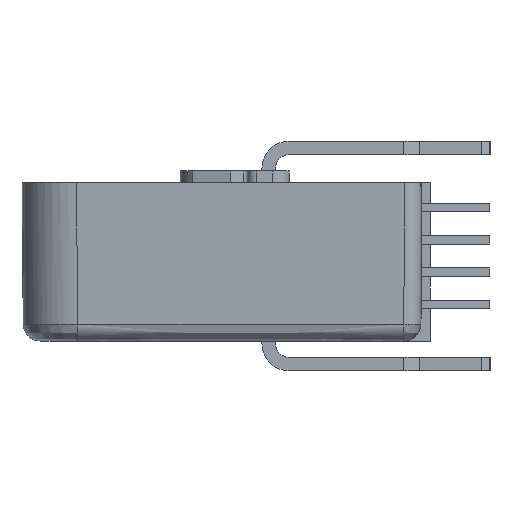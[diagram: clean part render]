
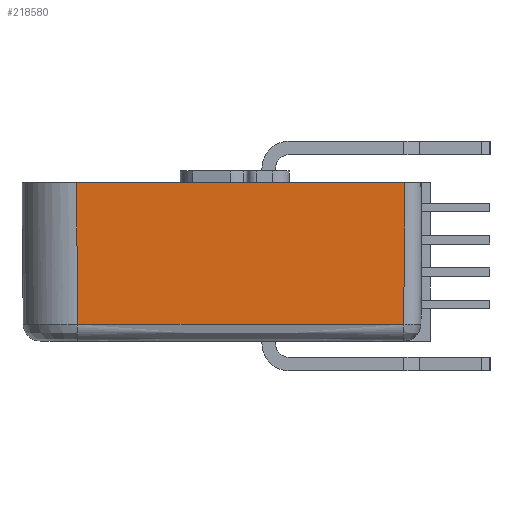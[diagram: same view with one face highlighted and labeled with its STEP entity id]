
A CAD part, left-side view. The second image highlights one B-rep face of the part: STEP entity #218580.
In plain terms, the highlighted planar face has unit normal (-1, 0, -0.009).
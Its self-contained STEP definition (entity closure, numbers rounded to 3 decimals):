
#175300=CARTESIAN_POINT('',(0.,1.5,9.3))
;
#175310=VERTEX_POINT('',#175300);
#175340=CARTESIAN_POINT('',(0.,0.,9.3));
#175350=DIRECTION('',(0.,-1.,0.));
#175360=VECTOR('',#175350,1.);
#175370=LINE('',#175340,#175360);
#175380=CARTESIAN_POINT('',(0.,20.8,9.3))
;
#175390=VERTEX_POINT('',#175380);
#175400=EDGE_CURVE('',#175390,#175310,#175370,.T.);
#211640=CARTESIAN_POINT('',(0.073,1.573,
0.981));
#211650=VERTEX_POINT('',#211640);
#211680=CARTESIAN_POINT('',(0.081,1.581,
-0.009));
#211690=DIRECTION('',(-0.009,-0.009,
1.));
#211700=VECTOR('',#211690,1.);
#211710=LINE('',#211680,#211700);
#211720=EDGE_CURVE('',#211650,#175310,#211710,.T.);
#213610=CARTESIAN_POINT('',(0.073,20.728,
0.981));
#213620=VERTEX_POINT('',#213610);
#213650=CARTESIAN_POINT('',(0.073,0.,0.981));
#213660=DIRECTION('',(0.,-1.,0.));
#213670=VECTOR('',#213660,1.);
#213680=LINE('',#213650,#213670);
#213690=EDGE_CURVE('',#213620,#211650,#213680,.T.);
#214160=CARTESIAN_POINT('',(0.081,20.719,
-0.028));
#214170=DIRECTION('',(-0.009,0.009,
1.));
#214180=VECTOR('',#214170,1.);
#214190=LINE('',#214160,#214180);
#214200=EDGE_CURVE('',#213620,#175390,#214190,.T.);
#218470=CARTESIAN_POINT('',(0.081,0.,0.))
;
#218480=DIRECTION('',(-1.,0.,-0.009));
#218490=DIRECTION('',(0.,1.,0.));
#218500=AXIS2_PLACEMENT_3D('',#218470,#218480,#218490);
#218510=PLANE('',#218500);
#218520=ORIENTED_EDGE('',*,*,#175400,.F.);
#218530=ORIENTED_EDGE('',*,*,#211720,.T.);
#218540=ORIENTED_EDGE('',*,*,#213690,.T.);
#218550=ORIENTED_EDGE('',*,*,#214200,.F.);
#218560=EDGE_LOOP('',(#218550,#218540,#218530,#218520));
#218570=FACE_OUTER_BOUND('',#218560,.T.);
#218580=ADVANCED_FACE('',(#218570),#218510,.T.);
